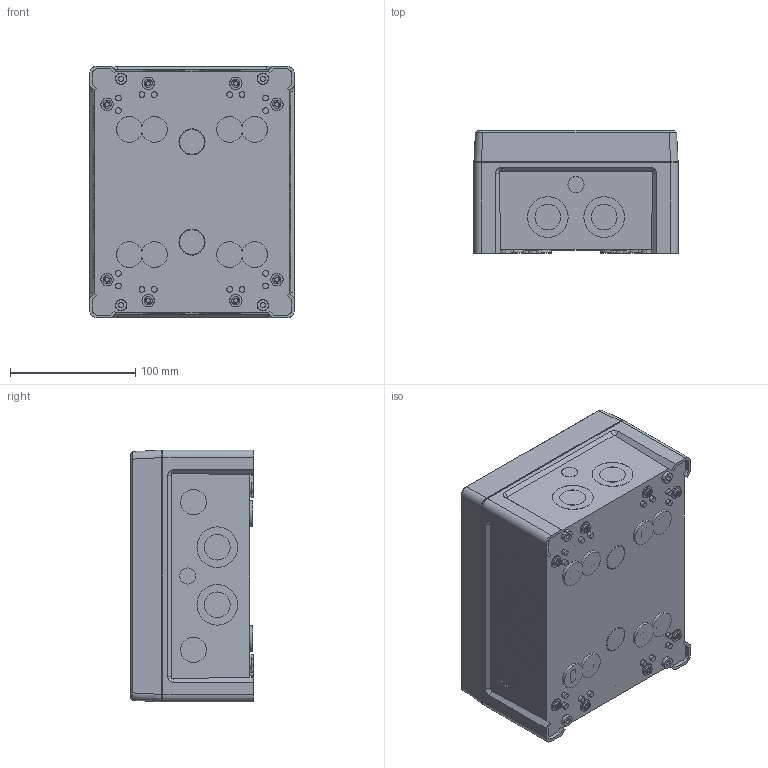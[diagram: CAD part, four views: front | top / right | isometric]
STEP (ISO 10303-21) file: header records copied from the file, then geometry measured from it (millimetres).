
FILE_DESCRIPTION (( 'STEP AP214' ), '1' );
FILE_NAME ('5814025_FIBOX_TEMPO_TAM_201610.STEP', '2023-02-23T11:25:22', ( '' ), ( '' ), 'SwSTEP 2.0', 'SolidWorks 2021', '' );
FILE_SCHEMA (( 'AUTOMOTIVE_DESIGN' ));
Length unit declared in the file: millimetre
Products named in the file (4): FIBOX TEMPO 2016 Cover; Tempo cover screw; FIBOX TEMPO TAM 2016 Base; 5814025_FIBOX_TEMPO_TAM_201610
Assembly tree (6 placements, depth 2):
  5814025_FIBOX_TEMPO_TAM_201610
    FIBOX TEMPO TAM 2016 Base
    FIBOX TEMPO 2016 Cover
    Tempo cover screw  x4
Bounding box: 163.2 x 98.4 x 201.2 mm (x, y, z)
Volume: 518398.1 mm3; surface area: 297441.6 mm2
Topology: 6 solids, 6 shells, 1391 faces, 3386 edges, 2208 vertices
Faces by surface type: plane 557, cone 538, cylinder 204, bspline 80, torus 12
Entity records: 32765 total; most frequent: CARTESIAN_POINT 7192, DIRECTION 5490, ORIENTED_EDGE 5062, EDGE_CURVE 2531, AXIS2_PLACEMENT_3D 2164, VERTEX_POINT 1656, EDGE_LOOP 1281, LINE 1162
